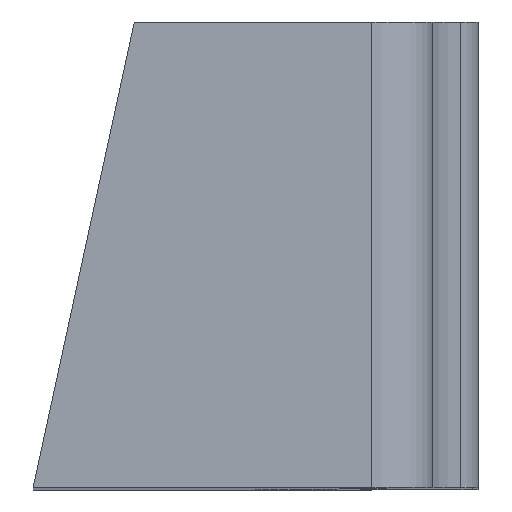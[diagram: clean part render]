
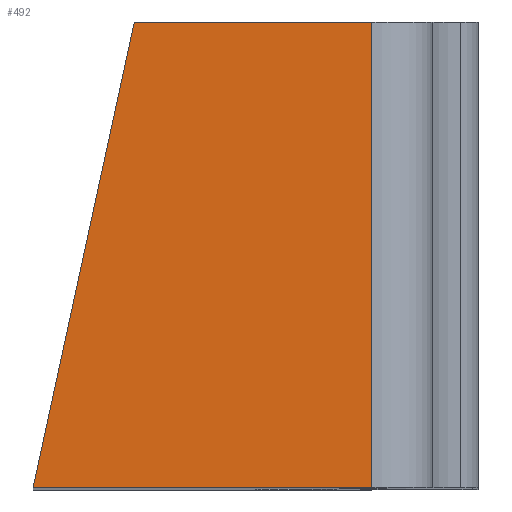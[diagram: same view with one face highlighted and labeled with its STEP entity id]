
A CAD part, top view. The second image highlights one B-rep face of the part: STEP entity #492.
In plain terms, the highlighted planar face has unit normal (0, 0, 1).
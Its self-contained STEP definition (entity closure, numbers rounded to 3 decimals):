
#39=DIRECTION('',(1.,0.,0.));
#40=VECTOR('',#39,16.74);
#41=CARTESIAN_POINT('',(-75.001,0.,40.));
#42=LINE('',#41,#40);
#155=DIRECTION('',(1.,0.,0.));
#156=VECTOR('',#155,11.74);
#157=CARTESIAN_POINT('',(-70.001,23.,40.));
#158=LINE('',#157,#156);
#187=DIRECTION('',(-0.212,-0.977,0.));
#188=VECTOR('',#187,23.537);
#189=CARTESIAN_POINT('',(-70.001,23.,40.));
#190=LINE('',#189,#188);
#191=DIRECTION('',(0.,1.,0.));
#192=VECTOR('',#191,23.);
#193=CARTESIAN_POINT('',(-58.261,0.,40.));
#194=LINE('',#193,#192);
#267=CARTESIAN_POINT('',(-58.261,23.,40.));
#269=VERTEX_POINT('',#267);
#273=CARTESIAN_POINT('',(-58.261,0.,40.));
#274=VERTEX_POINT('',#273);
#276=CARTESIAN_POINT('',(-75.001,0.,40.));
#278=VERTEX_POINT('',#276);
#279=CARTESIAN_POINT('',(-70.001,23.,40.));
#281=VERTEX_POINT('',#279);
#480=CARTESIAN_POINT('',(-70.001,0.,40.));
#481=DIRECTION('',(0.,0.,1.));
#482=DIRECTION('',(1.,0.,0.));
#483=AXIS2_PLACEMENT_3D('',#480,#481,#482);
#484=PLANE('',#483);
#485=ORIENTED_EDGE('',*,*,#292,.F.);
#486=ORIENTED_EDGE('',*,*,#473,.F.);
#487=ORIENTED_EDGE('',*,*,#378,.T.);
#489=ORIENTED_EDGE('',*,*,#488,.F.);
#490=EDGE_LOOP('',(#485,#486,#487,#489));
#491=FACE_OUTER_BOUND('',#490,.F.);
#492=ADVANCED_FACE('',(#491),#484,.T.);
#292=EDGE_CURVE('',#278,#274,#42,.T.);
#378=EDGE_CURVE('',#281,#269,#158,.T.);
#473=EDGE_CURVE('',#281,#278,#190,.T.);
#488=EDGE_CURVE('',#274,#269,#194,.T.);
